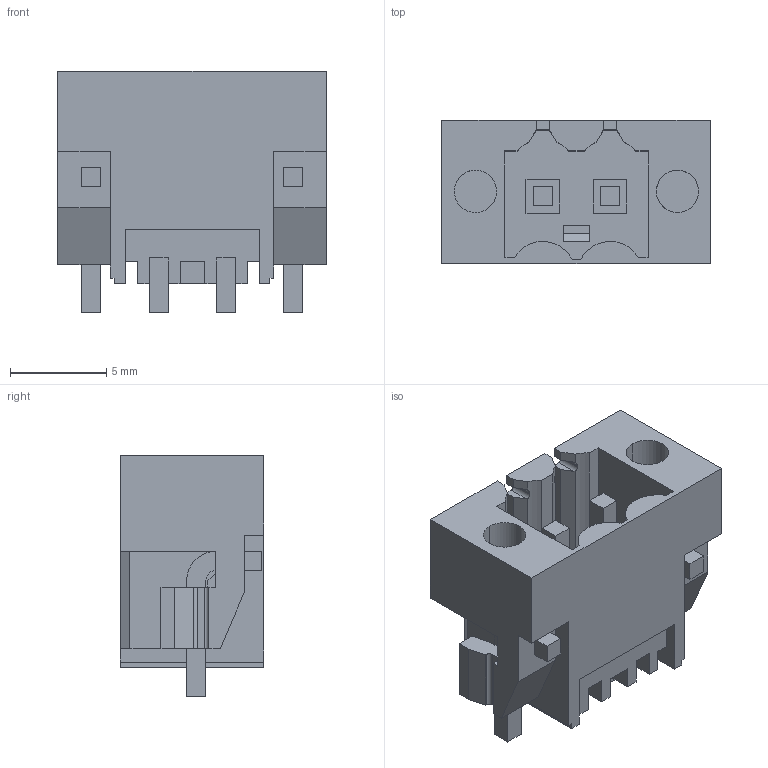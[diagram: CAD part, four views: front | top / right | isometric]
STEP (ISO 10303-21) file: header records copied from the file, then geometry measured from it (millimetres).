
FILE_DESCRIPTION(('CATIA V5 STEP Exchange','CAx-IF Rec.Pracs.--- Model Styling and Organization---1.2---2011-12-15'),'2;1');
FILE_NAME ('D1456495_0_1804700000_1804700000.stp','2018-03-20T12:29:09+00:00',('none'),('Weidmueller'),'CATIA Version 5-6 Release 2014','CATIA V5 STEP AP214','none');
FILE_SCHEMA(('AUTOMOTIVE_DESIGN { 1 0 10303 214 1 1 1 1 }'));
Length unit declared in the file: millimetre
Products named in the file (1): 1804700000
Bounding box: 13.95 x 7.45 x 12.55 mm (x, y, z)
Volume: 583 mm3; surface area: 1313.1 mm2
Topology: 5 solids, 5 shells, 265 faces, 745 edges, 495 vertices
Faces by surface type: plane 239, cylinder 26
Entity records: 8775 total; most frequent: CARTESIAN_POINT 1709, ORIENTED_EDGE 1490, DIRECTION 1244, EDGE_CURVE 745, VECTOR 685, LINE 685, VERTEX_POINT 495, AXIS2_PLACEMENT_3D 294
